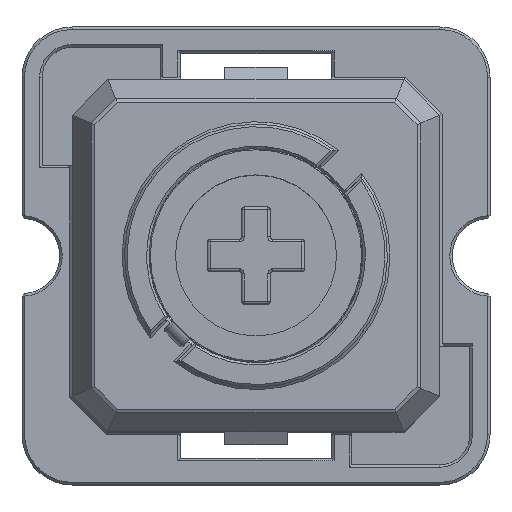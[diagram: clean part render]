
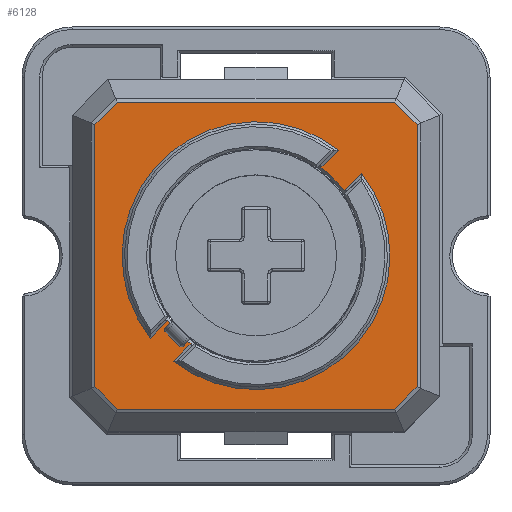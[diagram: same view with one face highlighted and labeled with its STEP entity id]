
A CAD part, top view. The second image highlights one B-rep face of the part: STEP entity #6128.
In plain terms, the highlighted planar face has unit normal (0, 0, 1).
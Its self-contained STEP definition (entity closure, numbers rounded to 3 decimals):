
#72=FACE_BOUND('',#974,.T.);
#181=PLANE('',#6744);
#592=FACE_OUTER_BOUND('',#973,.T.);
#973=EDGE_LOOP('',(#5050,#5051,#5052,#5053,#5054,#5055,#5056,#5057));
#974=EDGE_LOOP('',(#5058,#5059,#5060,#5061,#5062,#5063,#5064,#5065));
#1344=CIRCLE('',#6745,4.35);
#1345=CIRCLE('',#6746,5.325);
#1346=CIRCLE('',#6747,4.35);
#1347=CIRCLE('',#6748,5.325);
#1579=LINE('',#9914,#2161);
#1584=LINE('',#9941,#2166);
#1589=LINE('',#9968,#2171);
#1594=LINE('',#9995,#2176);
#1667=LINE('',#10221,#2249);
#1671=LINE('',#10229,#2253);
#1676=LINE('',#10240,#2258);
#1678=LINE('',#10243,#2260);
#1681=LINE('',#10249,#2263);
#1684=LINE('',#10255,#2266);
#1687=LINE('',#10261,#2269);
#1690=LINE('',#10265,#2272);
#2161=VECTOR('',#7920,10.);
#2166=VECTOR('',#7929,10.);
#2171=VECTOR('',#7938,10.);
#2176=VECTOR('',#7947,10.);
#2249=VECTOR('',#8106,10.);
#2253=VECTOR('',#8112,10.);
#2258=VECTOR('',#8119,10.);
#2260=VECTOR('',#8123,10.);
#2263=VECTOR('',#8128,10.);
#2266=VECTOR('',#8133,10.);
#2269=VECTOR('',#8138,10.);
#2272=VECTOR('',#8143,10.);
#2798=VERTEX_POINT('',#9903);
#2801=VERTEX_POINT('',#9910);
#2806=VERTEX_POINT('',#9930);
#2809=VERTEX_POINT('',#9937);
#2814=VERTEX_POINT('',#9957);
#2817=VERTEX_POINT('',#9964);
#2822=VERTEX_POINT('',#9984);
#2825=VERTEX_POINT('',#9991);
#2896=VERTEX_POINT('',#10219);
#2897=VERTEX_POINT('',#10220);
#2900=VERTEX_POINT('',#10228);
#2904=VERTEX_POINT('',#10237);
#2905=VERTEX_POINT('',#10239);
#2907=VERTEX_POINT('',#10248);
#2909=VERTEX_POINT('',#10254);
#2911=VERTEX_POINT('',#10260);
#3513=EDGE_CURVE('',#2801,#2798,#1579,.T.);
#3522=EDGE_CURVE('',#2809,#2806,#1584,.T.);
#3531=EDGE_CURVE('',#2817,#2814,#1589,.T.);
#3540=EDGE_CURVE('',#2825,#2822,#1594,.T.);
#3636=EDGE_CURVE('',#2896,#2897,#1667,.T.);
#3640=EDGE_CURVE('',#2897,#2900,#1671,.T.);
#3645=EDGE_CURVE('',#2904,#2905,#1676,.T.);
#3647=EDGE_CURVE('',#2900,#2904,#1678,.T.);
#3650=EDGE_CURVE('',#2905,#2907,#1681,.T.);
#3653=EDGE_CURVE('',#2907,#2909,#1684,.T.);
#3656=EDGE_CURVE('',#2909,#2911,#1687,.T.);
#3659=EDGE_CURVE('',#2911,#2896,#1690,.T.);
#3669=EDGE_CURVE('',#2822,#2801,#1344,.T.);
#3670=EDGE_CURVE('',#2814,#2825,#1345,.T.);
#3671=EDGE_CURVE('',#2806,#2817,#1346,.T.);
#3672=EDGE_CURVE('',#2798,#2809,#1347,.T.);
#5050=ORIENTED_EDGE('',*,*,#3645,.F.);
#5051=ORIENTED_EDGE('',*,*,#3647,.F.);
#5052=ORIENTED_EDGE('',*,*,#3640,.F.);
#5053=ORIENTED_EDGE('',*,*,#3636,.F.);
#5054=ORIENTED_EDGE('',*,*,#3659,.F.);
#5055=ORIENTED_EDGE('',*,*,#3656,.F.);
#5056=ORIENTED_EDGE('',*,*,#3653,.F.);
#5057=ORIENTED_EDGE('',*,*,#3650,.F.);
#5058=ORIENTED_EDGE('',*,*,#3513,.F.);
#5059=ORIENTED_EDGE('',*,*,#3669,.F.);
#5060=ORIENTED_EDGE('',*,*,#3540,.F.);
#5061=ORIENTED_EDGE('',*,*,#3670,.F.);
#5062=ORIENTED_EDGE('',*,*,#3531,.F.);
#5063=ORIENTED_EDGE('',*,*,#3671,.F.);
#5064=ORIENTED_EDGE('',*,*,#3522,.F.);
#5065=ORIENTED_EDGE('',*,*,#3672,.F.);
#6128=ADVANCED_FACE('',(#592,#72),#181,.T.);
#6744=AXIS2_PLACEMENT_3D('',#10284,#8161,#8162);
#6745=AXIS2_PLACEMENT_3D('',#10285,#8163,#8164);
#6746=AXIS2_PLACEMENT_3D('',#10286,#8165,#8166);
#6747=AXIS2_PLACEMENT_3D('',#10287,#8167,#8168);
#6748=AXIS2_PLACEMENT_3D('',#10288,#8169,#8170);
#7920=DIRECTION('',(0.707,0.707,0.));
#7929=DIRECTION('',(0.707,0.707,0.));
#7938=DIRECTION('',(-0.707,-0.707,0.));
#7947=DIRECTION('',(-0.707,-0.707,0.));
#8106=DIRECTION('',(0.707,0.707,0.));
#8112=DIRECTION('',(1.,0.,0.));
#8119=DIRECTION('',(0.,-1.,0.));
#8123=DIRECTION('',(0.707,-0.707,0.));
#8128=DIRECTION('',(-0.707,-0.707,0.));
#8133=DIRECTION('',(-1.,0.,0.));
#8138=DIRECTION('',(-0.707,0.707,0.));
#8143=DIRECTION('',(0.,1.,0.));
#8161=DIRECTION('center_axis',(0.,0.,1.));
#8162=DIRECTION('ref_axis',(1.,0.,0.));
#8163=DIRECTION('center_axis',(0.,0.,1.));
#8164=DIRECTION('ref_axis',(1.,0.,0.));
#8165=DIRECTION('center_axis',(0.,0.,1.));
#8166=DIRECTION('ref_axis',(1.,0.,0.));
#8167=DIRECTION('center_axis',(0.,0.,1.));
#8168=DIRECTION('ref_axis',(-1.,0.,0.));
#8169=DIRECTION('center_axis',(0.,0.,1.));
#8170=DIRECTION('ref_axis',(-1.,0.,0.));
#9903=CARTESIAN_POINT('',(3.278,4.197,9.));
#9910=CARTESIAN_POINT('',(2.582,3.501,9.));
#9914=CARTESIAN_POINT('',(1.019,1.939,9.));
#9930=CARTESIAN_POINT('',(-3.501,-2.582,9.));
#9937=CARTESIAN_POINT('',(-4.197,-3.278,9.));
#9941=CARTESIAN_POINT('',(-2.288,-1.369,9.));
#9957=CARTESIAN_POINT('',(-3.278,-4.197,9.));
#9964=CARTESIAN_POINT('',(-2.582,-3.501,9.));
#9968=CARTESIAN_POINT('',(-1.019,-1.939,9.));
#9984=CARTESIAN_POINT('',(3.501,2.582,9.));
#9991=CARTESIAN_POINT('',(4.197,3.278,9.));
#9995=CARTESIAN_POINT('',(2.288,1.369,9.));
#10219=CARTESIAN_POINT('',(-6.4,5.213,9.));
#10220=CARTESIAN_POINT('',(-5.513,6.1,9.));
#10221=CARTESIAN_POINT('',(-5.667,5.946,9.));
#10228=CARTESIAN_POINT('',(5.513,6.1,9.));
#10229=CARTESIAN_POINT('',(0.75,6.1,9.));
#10237=CARTESIAN_POINT('',(6.4,5.213,9.));
#10239=CARTESIAN_POINT('',(6.4,-5.213,9.));
#10240=CARTESIAN_POINT('',(6.4,-1.396,9.));
#10243=CARTESIAN_POINT('',(6.021,5.592,9.));
#10248=CARTESIAN_POINT('',(5.513,-6.1,9.));
#10249=CARTESIAN_POINT('',(5.667,-5.946,9.));
#10254=CARTESIAN_POINT('',(-5.513,-6.1,9.));
#10255=CARTESIAN_POINT('',(-0.75,-6.1,9.));
#10260=CARTESIAN_POINT('',(-6.4,-5.213,9.));
#10261=CARTESIAN_POINT('',(-6.021,-5.592,9.));
#10265=CARTESIAN_POINT('',(-6.4,1.396,9.));
#10284=CARTESIAN_POINT('Origin',(0.,0.,
9.));
#10285=CARTESIAN_POINT('Origin',(0.,0.,9.));
#10286=CARTESIAN_POINT('Origin',(0.,0.,9.));
#10287=CARTESIAN_POINT('Origin',(0.,0.,9.));
#10288=CARTESIAN_POINT('Origin',(0.,0.,9.));
